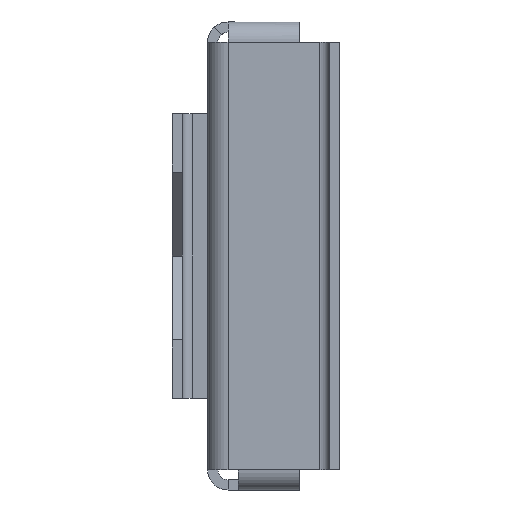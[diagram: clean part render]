
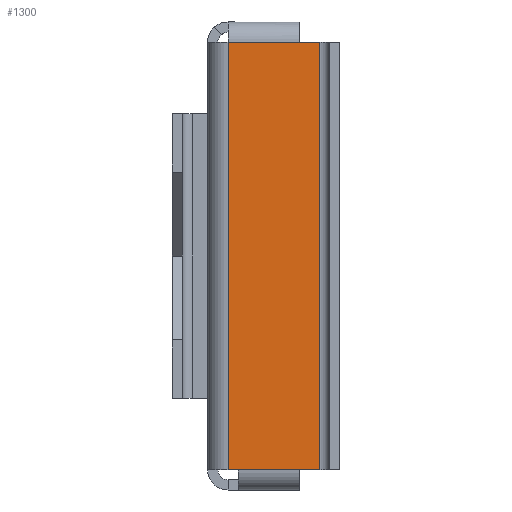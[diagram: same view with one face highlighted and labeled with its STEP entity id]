
A CAD part, left-side view. The second image highlights one B-rep face of the part: STEP entity #1300.
In plain terms, the highlighted planar face has unit normal (-1, 0, 0).
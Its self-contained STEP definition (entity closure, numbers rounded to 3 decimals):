
#800=CARTESIAN_POINT('POINT55',(-156.,4.,
   6.));
#801=VERTEX_POINT('VERTEX55',#800);
#802=CARTESIAN_POINT('POINT56',(-156.,4.,
   -78.));
#803=VERTEX_POINT('VERTEX56',#802);
#804=CARTESIAN_POINT('POS98',(-156.,4.,6.)
   );
#805=DIRECTION('DIR134',(0.,0.,1.));
#806=VECTOR('VEC62',#805,1.);
#807=LINE('STRAIGHT62',#804,#806);
#808=EDGE_CURVE('EDGE76',#801,#803,#807,.F.);
#1270=CARTESIAN_POINT('POINT75',(-156.,22.,6.));
#1271=VERTEX_POINT('VERTEX75',#1270);
#1272=CARTESIAN_POINT('POINT76',(-156.,22.,-78.));
#1273=VERTEX_POINT('VERTEX76',#1272);
#1274=CARTESIAN_POINT('POS149',(-156.,22.,6.));
#1275=DIRECTION('DIR212',(0.,0.,1.));
#1276=VECTOR('VEC86',#1275,1.);
#1277=LINE('STRAIGHT86',#1274,#1276);
#1278=EDGE_CURVE('EDGE118',#1271,#1273,#1277,.F.);
#1279=ORIENTED_EDGE('COEDGE201',*,*,#1278,.T.);
#1280=CARTESIAN_POINT('POS150',(-156.,2.5,-78.));
#1281=DIRECTION('DIR213',(0.,-1.,0.));
#1282=VECTOR('VEC87',#1281,1.);
#1283=LINE('STRAIGHT87',#1280,#1282);
#1284=EDGE_CURVE('EDGE119',#803,#1273,#1283,.F.);
#1285=ORIENTED_EDGE('COEDGE202',*,*,#1284,.F.);
#1286=ORIENTED_EDGE('COEDGE203',*,*,#808,.F.);
#1287=CARTESIAN_POINT('POS151',(-156.,2.5,6.));
#1288=DIRECTION('DIR214',(0.,-1.,0.));
#1289=VECTOR('VEC88',#1288,1.);
#1290=LINE('STRAIGHT88',#1287,#1289);
#1291=EDGE_CURVE('EDGE120',#801,#1271,#1290,.F.);
#1292=ORIENTED_EDGE('COEDGE204',*,*,#1291,.T.);
#1293=EDGE_LOOP('NONE',(#1279,#1285,#1286,#1292));
#1294=FACE_BOUND('LOOP1',#1293,.T.);
#1295=CARTESIAN_POINT('POS152',(-156.,4.,
   6.));
#1296=DIRECTION('DIR215',(1.,0.,0.));
#1297=DIRECTION('DIR216',(0.,1.,0.));
#1298=AXIS2_PLACEMENT_3D('AXIS64',#1295,#1296,#1297);
#1299=PLANE('PLANE25',#1298);
#1300=ADVANCED_FACE('FACE48',(#1294),#1299,.F.);
